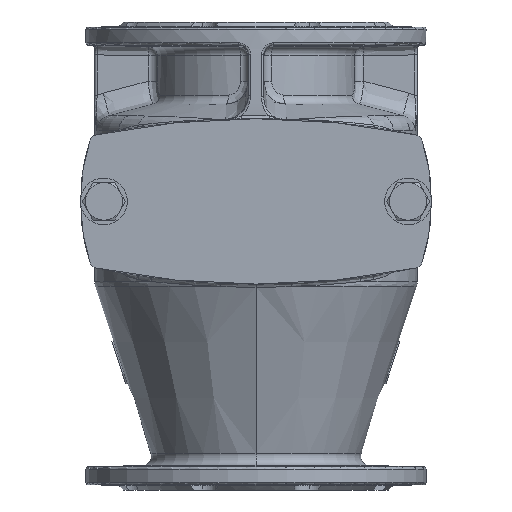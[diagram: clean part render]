
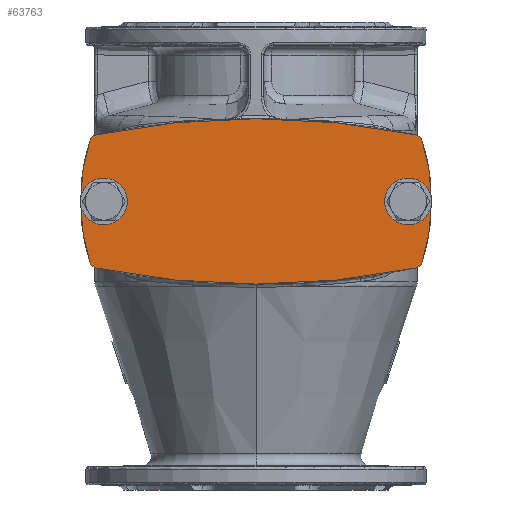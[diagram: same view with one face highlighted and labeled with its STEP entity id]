
A CAD part, left-side view. The second image highlights one B-rep face of the part: STEP entity #63763.
In plain terms, the highlighted face is planar.
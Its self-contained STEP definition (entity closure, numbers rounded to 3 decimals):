
#60135=CARTESIAN_POINT('',(97.5,0.,0.));
#60136=DIRECTION('',(0.,0.,1.));
#60137=DIRECTION('',(-1.,0.,0.));
#60138=AXIS2_PLACEMENT_3D('',#60135,#60136,#60137);
#60140=CARTESIAN_POINT('',(97.5,0.,0.));
#60141=DIRECTION('',(0.,0.,1.));
#60142=DIRECTION('',(1.,0.,0.));
#60143=AXIS2_PLACEMENT_3D('',#60140,#60141,#60142);
#60145=CARTESIAN_POINT('',(-97.5,0.,0.));
#60146=DIRECTION('',(0.,0.,1.));
#60147=DIRECTION('',(-1.,0.,0.));
#60148=AXIS2_PLACEMENT_3D('',#60145,#60146,#60147);
#60150=CARTESIAN_POINT('',(-97.5,0.,0.));
#60151=DIRECTION('',(0.,0.,1.));
#60152=DIRECTION('',(1.,0.,0.));
#60153=AXIS2_PLACEMENT_3D('',#60150,#60151,#60152);
#60155=CARTESIAN_POINT('',(-100.902,36.837,0.));
#60156=DIRECTION('',(0.,0.,-1.));
#60157=DIRECTION('',(-0.955,0.297,0.));
#60158=AXIS2_PLACEMENT_3D('',#60155,#60156,#60157);
#60160=CARTESIAN_POINT('',(17.5,0.,0.));
#60161=DIRECTION('',(0.,0.,1.));
#60162=DIRECTION('',(-0.955,0.297,0.));
#60163=AXIS2_PLACEMENT_3D('',#60160,#60161,#60162);
#60165=CARTESIAN_POINT('',(-100.902,-36.837,0.));
#60166=DIRECTION('',(0.,0.,-1.));
#60167=DIRECTION('',(-0.199,-0.98,0.));
#60168=AXIS2_PLACEMENT_3D('',#60165,#60166,#60167);
#60170=CARTESIAN_POINT('',(0.,459.,0.));
#60171=DIRECTION('',(0.,0.,1.));
#60172=DIRECTION('',(-0.199,-0.98,0.));
#60173=AXIS2_PLACEMENT_3D('',#60170,#60171,#60172);
#60175=CARTESIAN_POINT('',(100.902,-36.837,0.));
#60176=DIRECTION('',(0.,0.,-1.));
#60177=DIRECTION('',(0.955,-0.297,0.));
#60178=AXIS2_PLACEMENT_3D('',#60175,#60176,#60177);
#60180=CARTESIAN_POINT('',(-17.5,0.,0.));
#60181=DIRECTION('',(0.,0.,1.));
#60182=DIRECTION('',(0.955,-0.297,0.));
#60183=AXIS2_PLACEMENT_3D('',#60180,#60181,#60182);
#60185=CARTESIAN_POINT('',(100.902,36.837,0.));
#60186=DIRECTION('',(0.,0.,-1.));
#60187=DIRECTION('',(0.199,0.98,0.));
#60188=AXIS2_PLACEMENT_3D('',#60185,#60186,#60187);
#60190=CARTESIAN_POINT('',(0.,-459.,0.));
#60191=DIRECTION('',(0.,0.,1.));
#60192=DIRECTION('',(0.199,0.98,0.));
#60193=AXIS2_PLACEMENT_3D('',#60190,#60191,#60192);
#63327=CARTESIAN_POINT('',(88.,0.,0.));
#63328=CARTESIAN_POINT('',(107.,0.,0.));
#63329=VERTEX_POINT('',#63327);
#63330=VERTEX_POINT('',#63328);
#63331=CARTESIAN_POINT('',(-107.,0.,0.));
#63332=CARTESIAN_POINT('',(-88.,0.,0.));
#63333=VERTEX_POINT('',#63331);
#63334=VERTEX_POINT('',#63332);
#63335=CARTESIAN_POINT('',(-106.631,38.62,0.));
#63336=CARTESIAN_POINT('',(-102.098,42.717,0.));
#63337=VERTEX_POINT('',#63335);
#63338=VERTEX_POINT('',#63336);
#63339=CARTESIAN_POINT('',(-102.098,-42.717,0.));
#63340=CARTESIAN_POINT('',(-106.631,-38.62,0.));
#63341=VERTEX_POINT('',#63339);
#63342=VERTEX_POINT('',#63340);
#63343=CARTESIAN_POINT('',(102.098,42.717,0.));
#63344=CARTESIAN_POINT('',(106.631,38.62,0.));
#63345=VERTEX_POINT('',#63343);
#63346=VERTEX_POINT('',#63344);
#63347=CARTESIAN_POINT('',(106.631,-38.62,0.));
#63348=CARTESIAN_POINT('',(102.098,-42.717,0.));
#63349=VERTEX_POINT('',#63347);
#63350=VERTEX_POINT('',#63348);
#63728=CARTESIAN_POINT('',(0.,0.,0.));
#63729=DIRECTION('',(0.,0.,1.));
#63730=DIRECTION('',(1.,0.,0.));
#63731=AXIS2_PLACEMENT_3D('',#63728,#63729,#63730);
#63732=PLANE('',#63731);
#63734=ORIENTED_EDGE('',*,*,#63733,.F.);
#63736=ORIENTED_EDGE('',*,*,#63735,.T.);
#63738=ORIENTED_EDGE('',*,*,#63737,.F.);
#63740=ORIENTED_EDGE('',*,*,#63739,.T.);
#63742=ORIENTED_EDGE('',*,*,#63741,.F.);
#63744=ORIENTED_EDGE('',*,*,#63743,.T.);
#63746=ORIENTED_EDGE('',*,*,#63745,.F.);
#63748=ORIENTED_EDGE('',*,*,#63747,.T.);
#63749=EDGE_LOOP('',(#63734,#63736,#63738,#63740,#63742,#63744,#63746,#63748));
#63750=FACE_OUTER_BOUND('',#63749,.F.);
#63752=ORIENTED_EDGE('',*,*,#63751,.F.);
#63754=ORIENTED_EDGE('',*,*,#63753,.F.);
#63755=EDGE_LOOP('',(#63752,#63754));
#63756=FACE_BOUND('',#63755,.F.);
#63758=ORIENTED_EDGE('',*,*,#63757,.F.);
#63760=ORIENTED_EDGE('',*,*,#63759,.F.);
#63761=EDGE_LOOP('',(#63758,#63760));
#63762=FACE_BOUND('',#63761,.F.);
#60139=CIRCLE('',#60138,9.5);
#60144=CIRCLE('',#60143,9.5);
#60149=CIRCLE('',#60148,9.5);
#60154=CIRCLE('',#60153,9.5);
#60159=CIRCLE('',#60158,6.);
#60164=CIRCLE('',#60163,130.);
#60169=CIRCLE('',#60168,6.);
#60174=CIRCLE('',#60173,512.);
#60179=CIRCLE('',#60178,6.);
#60184=CIRCLE('',#60183,130.);
#60189=CIRCLE('',#60188,6.);
#60194=CIRCLE('',#60193,512.);
#63733=EDGE_CURVE('',#63337,#63338,#60159,.T.);
#63735=EDGE_CURVE('',#63337,#63342,#60164,.T.);
#63737=EDGE_CURVE('',#63341,#63342,#60169,.T.);
#63739=EDGE_CURVE('',#63341,#63350,#60174,.T.);
#63741=EDGE_CURVE('',#63349,#63350,#60179,.T.);
#63743=EDGE_CURVE('',#63349,#63346,#60184,.T.);
#63745=EDGE_CURVE('',#63345,#63346,#60189,.T.);
#63747=EDGE_CURVE('',#63345,#63338,#60194,.T.);
#63751=EDGE_CURVE('',#63333,#63334,#60149,.T.);
#63753=EDGE_CURVE('',#63334,#63333,#60154,.T.);
#63757=EDGE_CURVE('',#63329,#63330,#60139,.T.);
#63759=EDGE_CURVE('',#63330,#63329,#60144,.T.);
#63763=ADVANCED_FACE('',(#63750,#63756,#63762),#63732,.F.);
